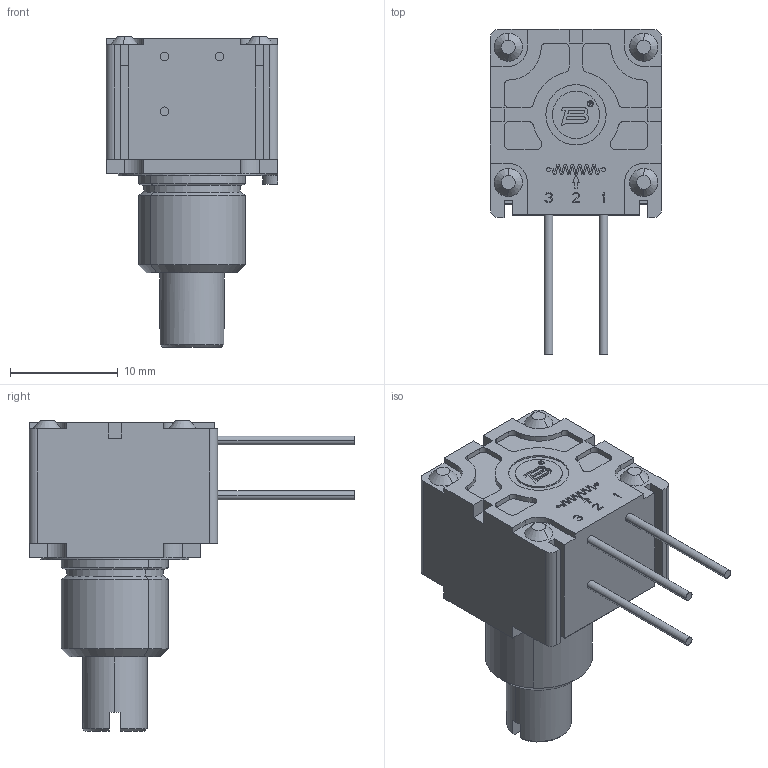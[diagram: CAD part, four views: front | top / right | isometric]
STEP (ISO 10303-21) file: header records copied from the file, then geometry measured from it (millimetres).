
FILE_DESCRIPTION (( 'STEP AP214' ), '1' );
FILE_NAME ('93R1A-R16.STEP', '2020-09-18T14:20:20', ( '' ), ( '' ), 'SwSTEP 2.0', 'SolidWorks 2018', '' );
FILE_SCHEMA (( 'AUTOMOTIVE_DESIGN' ));
Length unit declared in the file: millimetre
Products named in the file (1): 93R1A-R16
Bounding box: 15.88 x 30.15 x 28.81 mm (x, y, z)
Volume: 4006.4 mm3; surface area: 2975.2 mm2
Topology: 1 solids, 23 shells, 799 faces, 2065 edges, 1350 vertices
Faces by surface type: plane 382, cylinder 178, torus 152, cone 87
Entity records: 28942 total; most frequent: DIRECTION 4544, CARTESIAN_POINT 4336, ORIENTED_EDGE 4130, EDGE_CURVE 2065, AXIS2_PLACEMENT_3D 1706, VERTEX_POINT 1350, VECTOR 1132, LINE 1132
